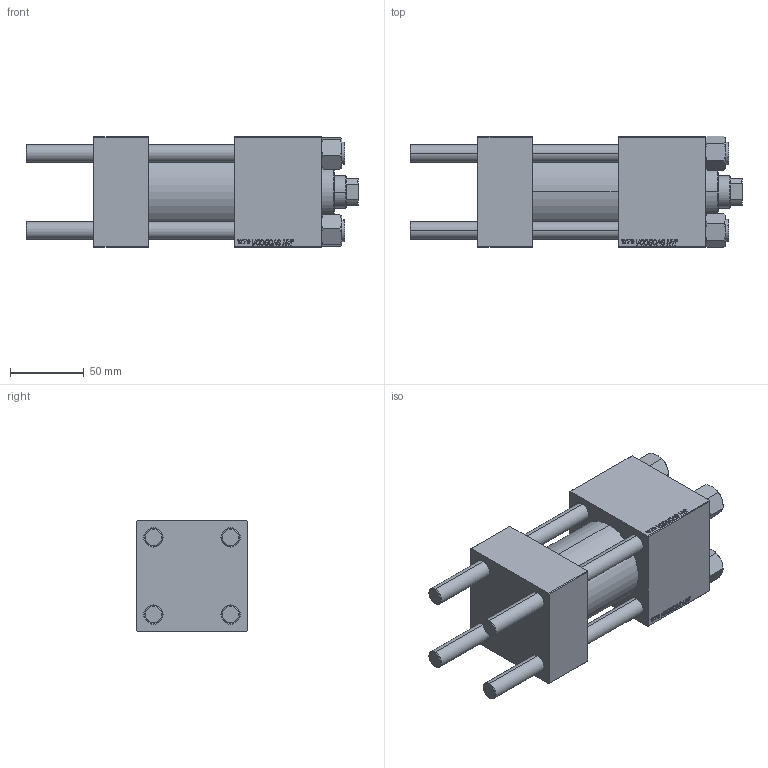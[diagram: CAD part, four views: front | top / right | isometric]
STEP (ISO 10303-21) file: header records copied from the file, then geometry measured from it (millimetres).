
FILE_DESCRIPTION (( 'STEP AP203' ), '1' );
FILE_NAME ('56d5.STEP', '2022-04-15T10:13:57', ( '' ), ( '' ), 'SwSTEP 2.0', 'SolidWorks 2019', '' );
FILE_SCHEMA (( 'CONFIG_CONTROL_DESIGN' ));
Length unit declared in the file: millimetre
Products named in the file (6): V215_VC_A 38a5eef4db7f832e7b3459c40b0e1067; V215CR_BODY_A 38a5eef4db7f832e7b3459c40b0e1067; 56d5; CR025_012_A_0_G_A_G_M_020_+#_##_TYCINKA 38a5eef4db7f832e7b3459c40b0e1067; NUT_M5 38a5eef4db7f832e7b3459c40b0e1067; V215CR_VCP 38a5eef4db7f832e7b3459c40b0e1067
Assembly tree (11 placements, depth 2):
  56d5
    V215CR_BODY_A 38a5eef4db7f832e7b3459c40b0e1067
    CR025_012_A_0_G_A_G_M_020_+#_##_TYCINKA 38a5eef4db7f832e7b3459c40b0e1067  x4
    NUT_M5 38a5eef4db7f832e7b3459c40b0e1067  x4
    V215CR_VCP 38a5eef4db7f832e7b3459c40b0e1067
    V215_VC_A 38a5eef4db7f832e7b3459c40b0e1067
Bounding box: 225 x 75.43 x 75 mm (x, y, z)
Volume: 689042.6 mm3; surface area: 163583.1 mm2
Topology: 11 solids, 11 shells, 1141 faces, 2872 edges, 1863 vertices
Faces by surface type: plane 522, bspline 392, cone 136, cylinder 83, torus 8
Entity records: 50076 total; most frequent: CARTESIAN_POINT 27039, ORIENTED_EDGE 5236, DIRECTION 3282, EDGE_CURVE 2618, VERTEX_POINT 1719, LINE 1590, VECTOR 1590, EDGE_LOOP 1151
